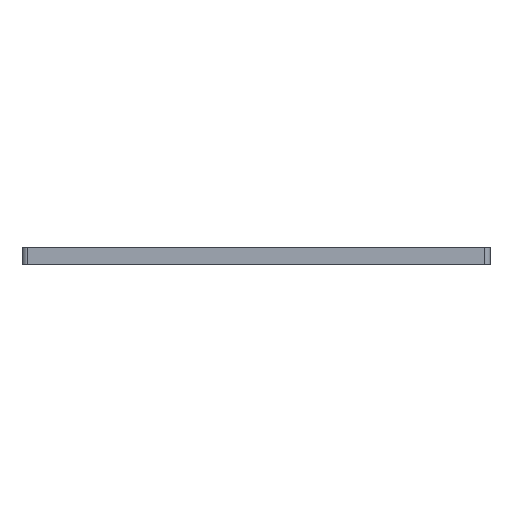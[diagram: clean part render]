
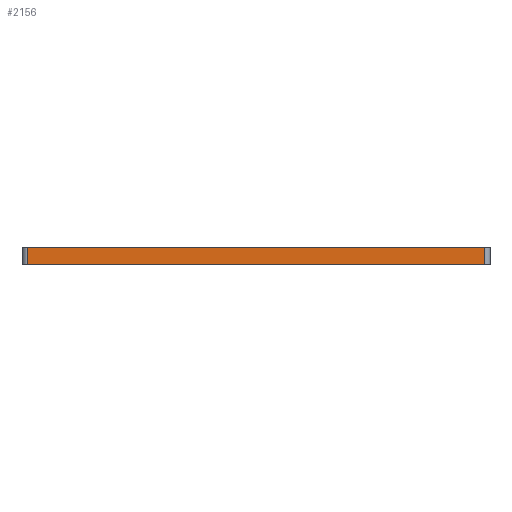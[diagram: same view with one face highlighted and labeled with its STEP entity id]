
A CAD part, front view. The second image highlights one B-rep face of the part: STEP entity #2156.
In plain terms, the highlighted planar face has unit normal (0, -1, 0).
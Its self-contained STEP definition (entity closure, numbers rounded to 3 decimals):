
#83 = PLANE('',#84);
#84 = AXIS2_PLACEMENT_3D('',#85,#86,#87);
#85 = CARTESIAN_POINT('',(135.5,-104.2,1.6));
#86 = DIRECTION('',(0.,0.,-1.));
#87 = DIRECTION('',(-1.,0.,0.));
#137 = PLANE('',#138);
#138 = AXIS2_PLACEMENT_3D('',#139,#140,#141);
#139 = CARTESIAN_POINT('',(135.5,-104.2,0.));
#140 = DIRECTION('',(0.,0.,-1.));
#141 = DIRECTION('',(-1.,0.,0.));
#477 = VERTEX_POINT('',#478);
#478 = CARTESIAN_POINT('',(156.5,-185.4,0.));
#497 = CYLINDRICAL_SURFACE('',#498,0.5);
#498 = AXIS2_PLACEMENT_3D('',#499,#500,#501);
#499 = CARTESIAN_POINT('',(156.5,-184.9,0.));
#500 = DIRECTION('',(0.,0.,-1.));
#501 = DIRECTION('',(1.,0.,0.));
#509 = EDGE_CURVE('',#477,#510,#512,.T.);
#510 = VERTEX_POINT('',#511);
#511 = CARTESIAN_POINT('',(114.5,-185.4,0.));
#512 = SURFACE_CURVE('',#513,(#517,#524),.PCURVE_S1.);
#513 = LINE('',#514,#515);
#514 = CARTESIAN_POINT('',(156.5,-185.4,0.));
#515 = VECTOR('',#516,1.);
#516 = DIRECTION('',(-1.,0.,0.));
#517 = PCURVE('',#137,#518);
#518 = DEFINITIONAL_REPRESENTATION('',(#519),#523);
#519 = LINE('',#520,#521);
#520 = CARTESIAN_POINT('',(-21.,-81.2));
#521 = VECTOR('',#522,1.);
#522 = DIRECTION('',(1.,0.));
#523 = ( GEOMETRIC_REPRESENTATION_CONTEXT(2) 
PARAMETRIC_REPRESENTATION_CONTEXT() REPRESENTATION_CONTEXT('2D SPACE',''
  ) );
#524 = PCURVE('',#525,#530);
#525 = PLANE('',#526);
#526 = AXIS2_PLACEMENT_3D('',#527,#528,#529);
#527 = CARTESIAN_POINT('',(156.5,-185.4,0.));
#528 = DIRECTION('',(0.,-1.,0.));
#529 = DIRECTION('',(-1.,0.,0.));
#530 = DEFINITIONAL_REPRESENTATION('',(#531),#535);
#531 = LINE('',#532,#533);
#532 = CARTESIAN_POINT('',(0.,0.));
#533 = VECTOR('',#534,1.);
#534 = DIRECTION('',(1.,0.));
#535 = ( GEOMETRIC_REPRESENTATION_CONTEXT(2) 
PARAMETRIC_REPRESENTATION_CONTEXT() REPRESENTATION_CONTEXT('2D SPACE',''
  ) );
#558 = CYLINDRICAL_SURFACE('',#559,0.5);
#559 = AXIS2_PLACEMENT_3D('',#560,#561,#562);
#560 = CARTESIAN_POINT('',(114.5,-184.9,0.));
#561 = DIRECTION('',(0.,0.,-1.));
#562 = DIRECTION('',(1.,0.,0.));
#1257 = VERTEX_POINT('',#1258);
#1258 = CARTESIAN_POINT('',(156.5,-185.4,1.6));
#1284 = EDGE_CURVE('',#1257,#1285,#1287,.T.);
#1285 = VERTEX_POINT('',#1286);
#1286 = CARTESIAN_POINT('',(114.5,-185.4,1.6));
#1287 = SURFACE_CURVE('',#1288,(#1292,#1299),.PCURVE_S1.);
#1288 = LINE('',#1289,#1290);
#1289 = CARTESIAN_POINT('',(156.5,-185.4,1.6));
#1290 = VECTOR('',#1291,1.);
#1291 = DIRECTION('',(-1.,0.,0.));
#1292 = PCURVE('',#83,#1293);
#1293 = DEFINITIONAL_REPRESENTATION('',(#1294),#1298);
#1294 = LINE('',#1295,#1296);
#1295 = CARTESIAN_POINT('',(-21.,-81.2));
#1296 = VECTOR('',#1297,1.);
#1297 = DIRECTION('',(1.,0.));
#1298 = ( GEOMETRIC_REPRESENTATION_CONTEXT(2) 
PARAMETRIC_REPRESENTATION_CONTEXT() REPRESENTATION_CONTEXT('2D SPACE',''
  ) );
#1299 = PCURVE('',#525,#1300);
#1300 = DEFINITIONAL_REPRESENTATION('',(#1301),#1305);
#1301 = LINE('',#1302,#1303);
#1302 = CARTESIAN_POINT('',(0.,-1.6));
#1303 = VECTOR('',#1304,1.);
#1304 = DIRECTION('',(1.,0.));
#1305 = ( GEOMETRIC_REPRESENTATION_CONTEXT(2) 
PARAMETRIC_REPRESENTATION_CONTEXT() REPRESENTATION_CONTEXT('2D SPACE',''
  ) );
#2106 = EDGE_CURVE('',#477,#1257,#2107,.T.);
#2107 = SURFACE_CURVE('',#2108,(#2112,#2119),.PCURVE_S1.);
#2108 = LINE('',#2109,#2110);
#2109 = CARTESIAN_POINT('',(156.5,-185.4,0.));
#2110 = VECTOR('',#2111,1.);
#2111 = DIRECTION('',(0.,0.,1.));
#2112 = PCURVE('',#497,#2113);
#2113 = DEFINITIONAL_REPRESENTATION('',(#2114),#2118);
#2114 = LINE('',#2115,#2116);
#2115 = CARTESIAN_POINT('',(-4.712,0.));
#2116 = VECTOR('',#2117,1.);
#2117 = DIRECTION('',(0.,-1.));
#2118 = ( GEOMETRIC_REPRESENTATION_CONTEXT(2) 
PARAMETRIC_REPRESENTATION_CONTEXT() REPRESENTATION_CONTEXT('2D SPACE',''
  ) );
#2119 = PCURVE('',#525,#2120);
#2120 = DEFINITIONAL_REPRESENTATION('',(#2121),#2125);
#2121 = LINE('',#2122,#2123);
#2122 = CARTESIAN_POINT('',(0.,0.));
#2123 = VECTOR('',#2124,1.);
#2124 = DIRECTION('',(0.,-1.));
#2125 = ( GEOMETRIC_REPRESENTATION_CONTEXT(2) 
PARAMETRIC_REPRESENTATION_CONTEXT() REPRESENTATION_CONTEXT('2D SPACE',''
  ) );
#2156 = ADVANCED_FACE('',(#2157),#525,.T.);
#2157 = FACE_BOUND('',#2158,.T.);
#2158 = EDGE_LOOP('',(#2159,#2160,#2161,#2182));
#2159 = ORIENTED_EDGE('',*,*,#2106,.T.);
#2160 = ORIENTED_EDGE('',*,*,#1284,.T.);
#2161 = ORIENTED_EDGE('',*,*,#2162,.F.);
#2162 = EDGE_CURVE('',#510,#1285,#2163,.T.);
#2163 = SURFACE_CURVE('',#2164,(#2168,#2175),.PCURVE_S1.);
#2164 = LINE('',#2165,#2166);
#2165 = CARTESIAN_POINT('',(114.5,-185.4,0.));
#2166 = VECTOR('',#2167,1.);
#2167 = DIRECTION('',(0.,0.,1.));
#2168 = PCURVE('',#525,#2169);
#2169 = DEFINITIONAL_REPRESENTATION('',(#2170),#2174);
#2170 = LINE('',#2171,#2172);
#2171 = CARTESIAN_POINT('',(42.,0.));
#2172 = VECTOR('',#2173,1.);
#2173 = DIRECTION('',(0.,-1.));
#2174 = ( GEOMETRIC_REPRESENTATION_CONTEXT(2) 
PARAMETRIC_REPRESENTATION_CONTEXT() REPRESENTATION_CONTEXT('2D SPACE',''
  ) );
#2175 = PCURVE('',#558,#2176);
#2176 = DEFINITIONAL_REPRESENTATION('',(#2177),#2181);
#2177 = LINE('',#2178,#2179);
#2178 = CARTESIAN_POINT('',(-4.712,0.));
#2179 = VECTOR('',#2180,1.);
#2180 = DIRECTION('',(0.,-1.));
#2181 = ( GEOMETRIC_REPRESENTATION_CONTEXT(2) 
PARAMETRIC_REPRESENTATION_CONTEXT() REPRESENTATION_CONTEXT('2D SPACE',''
  ) );
#2182 = ORIENTED_EDGE('',*,*,#509,.F.);
